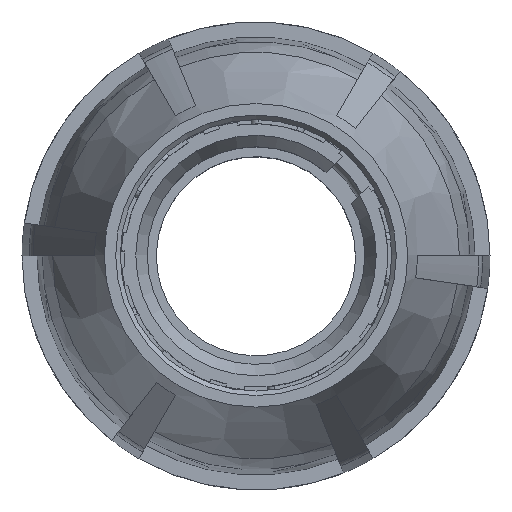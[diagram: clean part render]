
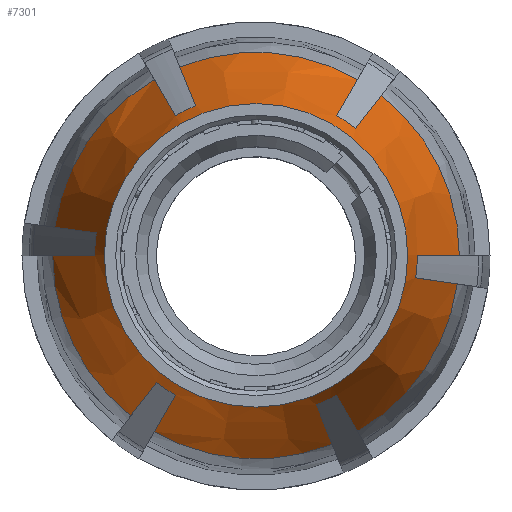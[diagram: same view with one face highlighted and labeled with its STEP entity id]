
A CAD part, top view. The second image highlights one B-rep face of the part: STEP entity #7301.
In plain terms, the highlighted conical face has half-angle 18.8 degrees and reference radius 42.743 mm.
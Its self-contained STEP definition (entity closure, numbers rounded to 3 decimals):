
#408=CONICAL_SURFACE('',#8093,42.743,0.328);
#625=CIRCLE('',#7803,30.488);
#692=CIRCLE('',#8001,32.396);
#701=CIRCLE('',#8015,40.839);
#705=CIRCLE('',#8021,32.396);
#714=CIRCLE('',#8035,40.839);
#718=CIRCLE('',#8041,32.396);
#727=CIRCLE('',#8055,40.839);
#730=CIRCLE('',#8060,32.396);
#739=CIRCLE('',#8074,40.839);
#741=CIRCLE('',#8078,32.396);
#750=CIRCLE('',#8092,40.839);
#751=CIRCLE('',#8094,40.839);
#752=CIRCLE('',#8095,32.396);
#1274=LINE('',#17802,#1846);
#1282=LINE('',#17830,#1854);
#1286=LINE('',#17861,#1858);
#1294=LINE('',#17889,#1866);
#1298=LINE('',#17920,#1870);
#1306=LINE('',#17948,#1878);
#1309=LINE('',#17974,#1881);
#1316=LINE('',#18000,#1888);
#1317=LINE('',#18019,#1889);
#1324=LINE('',#18045,#1896);
#1325=LINE('',#18063,#1897);
#1326=LINE('',#18067,#1898);
#1327=LINE('',#18070,#1899);
#1846=VECTOR('',#9966,10.);
#1854=VECTOR('',#9994,10.);
#1858=VECTOR('',#10018,10.);
#1866=VECTOR('',#10046,10.);
#1870=VECTOR('',#10070,10.);
#1878=VECTOR('',#10098,10.);
#1881=VECTOR('',#10119,10.);
#1888=VECTOR('',#10146,10.);
#1889=VECTOR('',#10163,10.);
#1896=VECTOR('',#10190,10.);
#1897=VECTOR('',#10207,42.743);
#1898=VECTOR('',#10210,10.);
#1899=VECTOR('',#10213,10.);
#2421=FACE_OUTER_BOUND('',#2842,.T.);
#2842=EDGE_LOOP('',(#6740,#6741,#6742,#6743,#6744,#6745,#6746,#6747,#6748,
#6749,#6750,#6751,#6752,#6753,#6754,#6755,#6756,#6757,#6758,#6759,#6760,
#6761,#6762,#6763,#6764,#6765,#6766));
#3403=VERTEX_POINT('',#17296);
#3566=VERTEX_POINT('',#17799);
#3567=VERTEX_POINT('',#17801);
#3571=VERTEX_POINT('',#17811);
#3577=VERTEX_POINT('',#17829);
#3581=VERTEX_POINT('',#17851);
#3584=VERTEX_POINT('',#17858);
#3585=VERTEX_POINT('',#17860);
#3589=VERTEX_POINT('',#17870);
#3595=VERTEX_POINT('',#17888);
#3599=VERTEX_POINT('',#17910);
#3602=VERTEX_POINT('',#17917);
#3603=VERTEX_POINT('',#17919);
#3607=VERTEX_POINT('',#17929);
#3613=VERTEX_POINT('',#17947);
#3617=VERTEX_POINT('',#17969);
#3618=VERTEX_POINT('',#17973);
#3621=VERTEX_POINT('',#17981);
#3627=VERTEX_POINT('',#17999);
#3628=VERTEX_POINT('',#18018);
#3631=VERTEX_POINT('',#18026);
#3637=VERTEX_POINT('',#18044);
#3638=VERTEX_POINT('',#18064);
#3639=VERTEX_POINT('',#18066);
#3640=VERTEX_POINT('',#18068);
#4353=EDGE_CURVE('',#3403,#3403,#625,.F.);
#4596=EDGE_CURVE('',#3567,#3566,#1274,.T.);
#4601=EDGE_CURVE('',#3571,#3567,#692,.T.);
#4610=EDGE_CURVE('',#3577,#3571,#1282,.T.);
#4617=EDGE_CURVE('',#3577,#3581,#701,.T.);
#4621=EDGE_CURVE('',#3585,#3584,#1286,.T.);
#4626=EDGE_CURVE('',#3589,#3585,#705,.T.);
#4635=EDGE_CURVE('',#3595,#3589,#1294,.T.);
#4642=EDGE_CURVE('',#3595,#3599,#714,.T.);
#4646=EDGE_CURVE('',#3603,#3602,#1298,.T.);
#4651=EDGE_CURVE('',#3607,#3603,#718,.T.);
#4660=EDGE_CURVE('',#3613,#3607,#1306,.T.);
#4667=EDGE_CURVE('',#3613,#3617,#727,.T.);
#4669=EDGE_CURVE('',#3618,#3581,#1309,.T.);
#4673=EDGE_CURVE('',#3621,#3618,#730,.T.);
#4682=EDGE_CURVE('',#3627,#3621,#1316,.T.);
#4687=EDGE_CURVE('',#3627,#3602,#739,.T.);
#4688=EDGE_CURVE('',#3628,#3599,#1317,.T.);
#4692=EDGE_CURVE('',#3631,#3628,#741,.T.);
#4701=EDGE_CURVE('',#3637,#3631,#1324,.T.);
#4706=EDGE_CURVE('',#3637,#3566,#750,.T.);
#4707=EDGE_CURVE('',#3403,#3585,#1325,.T.);
#4708=EDGE_CURVE('',#3638,#3584,#751,.T.);
#4709=EDGE_CURVE('',#3639,#3638,#1326,.T.);
#4710=EDGE_CURVE('',#3640,#3639,#752,.T.);
#4711=EDGE_CURVE('',#3617,#3640,#1327,.T.);
#6740=ORIENTED_EDGE('',*,*,#4353,.F.);
#6741=ORIENTED_EDGE('',*,*,#4707,.T.);
#6742=ORIENTED_EDGE('',*,*,#4621,.T.);
#6743=ORIENTED_EDGE('',*,*,#4708,.F.);
#6744=ORIENTED_EDGE('',*,*,#4709,.F.);
#6745=ORIENTED_EDGE('',*,*,#4710,.F.);
#6746=ORIENTED_EDGE('',*,*,#4711,.F.);
#6747=ORIENTED_EDGE('',*,*,#4667,.F.);
#6748=ORIENTED_EDGE('',*,*,#4660,.T.);
#6749=ORIENTED_EDGE('',*,*,#4651,.T.);
#6750=ORIENTED_EDGE('',*,*,#4646,.T.);
#6751=ORIENTED_EDGE('',*,*,#4687,.F.);
#6752=ORIENTED_EDGE('',*,*,#4682,.T.);
#6753=ORIENTED_EDGE('',*,*,#4673,.T.);
#6754=ORIENTED_EDGE('',*,*,#4669,.T.);
#6755=ORIENTED_EDGE('',*,*,#4617,.F.);
#6756=ORIENTED_EDGE('',*,*,#4610,.T.);
#6757=ORIENTED_EDGE('',*,*,#4601,.T.);
#6758=ORIENTED_EDGE('',*,*,#4596,.T.);
#6759=ORIENTED_EDGE('',*,*,#4706,.F.);
#6760=ORIENTED_EDGE('',*,*,#4701,.T.);
#6761=ORIENTED_EDGE('',*,*,#4692,.T.);
#6762=ORIENTED_EDGE('',*,*,#4688,.T.);
#6763=ORIENTED_EDGE('',*,*,#4642,.F.);
#6764=ORIENTED_EDGE('',*,*,#4635,.T.);
#6765=ORIENTED_EDGE('',*,*,#4626,.T.);
#6766=ORIENTED_EDGE('',*,*,#4707,.F.);
#7301=ADVANCED_FACE('',(#2421),#408,.T.);
#7803=AXIS2_PLACEMENT_3D('',#17297,#9429,#9430);
#8001=AXIS2_PLACEMENT_3D('',#17812,#9974,#9975);
#8015=AXIS2_PLACEMENT_3D('',#17852,#10009,#10010);
#8021=AXIS2_PLACEMENT_3D('',#17871,#10026,#10027);
#8035=AXIS2_PLACEMENT_3D('',#17911,#10061,#10062);
#8041=AXIS2_PLACEMENT_3D('',#17930,#10078,#10079);
#8055=AXIS2_PLACEMENT_3D('',#17970,#10113,#10114);
#8060=AXIS2_PLACEMENT_3D('',#17982,#10126,#10127);
#8074=AXIS2_PLACEMENT_3D('',#18016,#10159,#10160);
#8078=AXIS2_PLACEMENT_3D('',#18027,#10170,#10171);
#8092=AXIS2_PLACEMENT_3D('',#18061,#10203,#10204);
#8093=AXIS2_PLACEMENT_3D('',#18062,#10205,#10206);
#8094=AXIS2_PLACEMENT_3D('',#18065,#10208,#10209);
#8095=AXIS2_PLACEMENT_3D('',#18069,#10211,#10212);
#9429=DIRECTION('center_axis',(0.,0.,-1.));
#9430=DIRECTION('ref_axis',(-1.,0.,0.));
#9966=DIRECTION('',(-0.161,-0.279,-0.947));
#9974=DIRECTION('center_axis',(0.,0.,1.));
#9975=DIRECTION('ref_axis',(-1.,0.,0.));
#9994=DIRECTION('',(0.198,0.254,0.947));
#10009=DIRECTION('center_axis',(0.,0.,-1.));
#10010=DIRECTION('ref_axis',(-1.,0.,0.));
#10018=DIRECTION('',(0.322,0.,-0.947));
#10026=DIRECTION('center_axis',(0.,0.,1.));
#10027=DIRECTION('ref_axis',(-1.,0.,0.));
#10046=DIRECTION('',(-0.319,0.045,0.947));
#10061=DIRECTION('center_axis',(0.,0.,-1.));
#10062=DIRECTION('ref_axis',(-1.,0.,0.));
#10070=DIRECTION('',(-0.161,0.279,-0.947));
#10078=DIRECTION('center_axis',(0.,0.,1.));
#10079=DIRECTION('ref_axis',(-1.,0.,0.));
#10098=DIRECTION('',(0.121,-0.299,0.947));
#10113=DIRECTION('center_axis',(0.,0.,-1.));
#10114=DIRECTION('ref_axis',(-1.,0.,0.));
#10119=DIRECTION('',(-0.322,0.,-0.947));
#10126=DIRECTION('center_axis',(0.,0.,1.));
#10127=DIRECTION('ref_axis',(-1.,0.,0.));
#10146=DIRECTION('',(0.319,-0.045,0.947));
#10159=DIRECTION('center_axis',(0.,0.,-1.));
#10160=DIRECTION('ref_axis',(-1.,0.,0.));
#10163=DIRECTION('',(0.161,-0.279,-0.947));
#10170=DIRECTION('center_axis',(0.,0.,1.));
#10171=DIRECTION('ref_axis',(-1.,0.,0.));
#10190=DIRECTION('',(-0.121,0.299,0.947));
#10203=DIRECTION('center_axis',(0.,0.,-1.));
#10204=DIRECTION('ref_axis',(-1.,0.,0.));
#10205=DIRECTION('center_axis',(0.,0.,-1.));
#10206=DIRECTION('ref_axis',(-1.,0.,0.));
#10207=DIRECTION('',(0.322,0.,-0.947));
#10208=DIRECTION('center_axis',(0.,0.,-1.));
#10209=DIRECTION('ref_axis',(-1.,0.,0.));
#10210=DIRECTION('',(0.198,0.254,-0.947));
#10211=DIRECTION('center_axis',(0.,0.,-1.));
#10212=DIRECTION('ref_axis',(-1.,0.,0.));
#10213=DIRECTION('',(-0.161,-0.279,0.947));
#17296=CARTESIAN_POINT('',(30.502,0.,131.996));
#17297=CARTESIAN_POINT('Origin',(0.014,0.,
131.996));
#17799=CARTESIAN_POINT('',(-20.405,-35.368,101.588));
#17801=CARTESIAN_POINT('',(-16.184,-28.056,126.389));
#17802=CARTESIAN_POINT('',(-21.357,-37.017,95.996));
#17811=CARTESIAN_POINT('',(-19.931,-25.529,126.389));
#17812=CARTESIAN_POINT('Origin',(0.014,0.,
126.389));
#17829=CARTESIAN_POINT('',(-25.129,-32.182,101.588));
#17830=CARTESIAN_POINT('',(-26.301,-33.682,95.996));
#17851=CARTESIAN_POINT('',(-40.825,0.,101.588));
#17852=CARTESIAN_POINT('Origin',(0.014,0.,
101.588));
#17858=CARTESIAN_POINT('',(40.854,0.,101.588));
#17860=CARTESIAN_POINT('',(32.411,0.,126.389));
#17861=CARTESIAN_POINT('',(42.757,0.,95.996));
#17870=CARTESIAN_POINT('',(32.095,-4.509,126.389));
#17871=CARTESIAN_POINT('Origin',(0.014,0.,
126.389));
#17888=CARTESIAN_POINT('',(40.456,-5.684,101.588));
#17889=CARTESIAN_POINT('',(42.341,-5.949,95.996));
#17910=CARTESIAN_POINT('',(20.434,-35.368,101.588));
#17911=CARTESIAN_POINT('Origin',(0.014,0.,
101.588));
#17917=CARTESIAN_POINT('',(-20.405,35.368,101.588));
#17919=CARTESIAN_POINT('',(-16.184,28.056,126.389));
#17920=CARTESIAN_POINT('',(-21.357,37.017,95.996));
#17929=CARTESIAN_POINT('',(-12.122,30.037,126.389));
#17930=CARTESIAN_POINT('Origin',(0.014,0.,
126.389));
#17947=CARTESIAN_POINT('',(-15.284,37.866,101.588));
#17948=CARTESIAN_POINT('',(-15.998,39.631,95.996));
#17969=CARTESIAN_POINT('',(20.434,35.368,101.588));
#17970=CARTESIAN_POINT('Origin',(0.014,0.,
101.588));
#17973=CARTESIAN_POINT('',(-32.382,0.,126.389));
#17974=CARTESIAN_POINT('',(-42.729,0.,95.996));
#17981=CARTESIAN_POINT('',(-32.067,4.509,126.389));
#17982=CARTESIAN_POINT('Origin',(0.014,0.,
126.389));
#17999=CARTESIAN_POINT('',(-40.428,5.684,101.588));
#18000=CARTESIAN_POINT('',(-42.313,5.949,95.996));
#18016=CARTESIAN_POINT('Origin',(0.014,0.,
101.588));
#18018=CARTESIAN_POINT('',(16.213,-28.056,126.389));
#18019=CARTESIAN_POINT('',(21.386,-37.017,95.996));
#18026=CARTESIAN_POINT('',(12.15,-30.037,126.389));
#18027=CARTESIAN_POINT('Origin',(0.014,0.,
126.389));
#18044=CARTESIAN_POINT('',(15.313,-37.866,101.588));
#18045=CARTESIAN_POINT('',(16.026,-39.631,95.996));
#18061=CARTESIAN_POINT('Origin',(0.014,0.,
101.588));
#18062=CARTESIAN_POINT('Origin',(0.014,0.,
95.996));
#18063=CARTESIAN_POINT('',(42.757,0.,95.996));
#18064=CARTESIAN_POINT('',(25.157,32.182,101.588));
#18065=CARTESIAN_POINT('Origin',(0.014,0.,
101.588));
#18066=CARTESIAN_POINT('',(19.96,25.529,126.389));
#18067=CARTESIAN_POINT('',(26.33,33.682,95.996));
#18068=CARTESIAN_POINT('',(16.213,28.056,126.389));
#18069=CARTESIAN_POINT('Origin',(0.014,0.,
126.389));
#18070=CARTESIAN_POINT('',(21.386,37.017,95.996));
